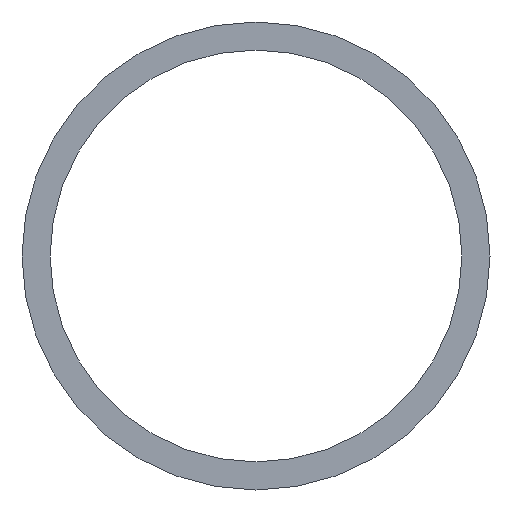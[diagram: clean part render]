
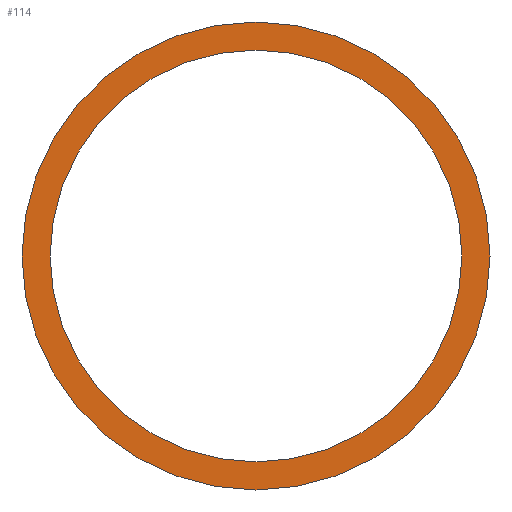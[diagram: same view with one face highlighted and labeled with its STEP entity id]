
A CAD part, front view. The second image highlights one B-rep face of the part: STEP entity #114.
In plain terms, the highlighted planar face has unit normal (0, -1, 0).
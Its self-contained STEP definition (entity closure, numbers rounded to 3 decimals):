
#72=PLANE('',#135);
#78=ORIENTED_EDGE('',*,*,#82,.T.);
#79=ORIENTED_EDGE('',*,*,#84,.F.);
#82=EDGE_CURVE('',#86,#86,#90,.T.);
#84=EDGE_CURVE('',#88,#88,#92,.T.);
#86=VERTEX_POINT('',#206);
#88=VERTEX_POINT('',#211);
#90=CIRCLE('',#130,12.5);
#92=CIRCLE('',#133,11.);
#98=EDGE_LOOP('',(#78));
#99=EDGE_LOOP('',(#79));
#106=FACE_BOUND('',#98,.T.);
#107=FACE_BOUND('',#99,.T.);
#114=ADVANCED_FACE('',(#106,#107),#72,.T.);
#130=AXIS2_PLACEMENT_3D('',#205,#157,#158);
#133=AXIS2_PLACEMENT_3D('',#210,#163,#164);
#135=AXIS2_PLACEMENT_3D('',#214,#167,#168);
#157=DIRECTION('',(0.,-1.,0.));
#158=DIRECTION('',(1.,0.,0.));
#163=DIRECTION('',(0.,-1.,0.));
#164=DIRECTION('',(1.,0.,0.));
#167=DIRECTION('',(0.,-1.,0.));
#168=DIRECTION('',(0.,0.,-1.));
#205=CARTESIAN_POINT('',(0.,-270.,0.));
#206=CARTESIAN_POINT('',(12.5,-270.,0.));
#210=CARTESIAN_POINT('',(0.,-270.,0.));
#211=CARTESIAN_POINT('',(11.,-270.,0.));
#214=CARTESIAN_POINT('',(0.,-270.,0.));
